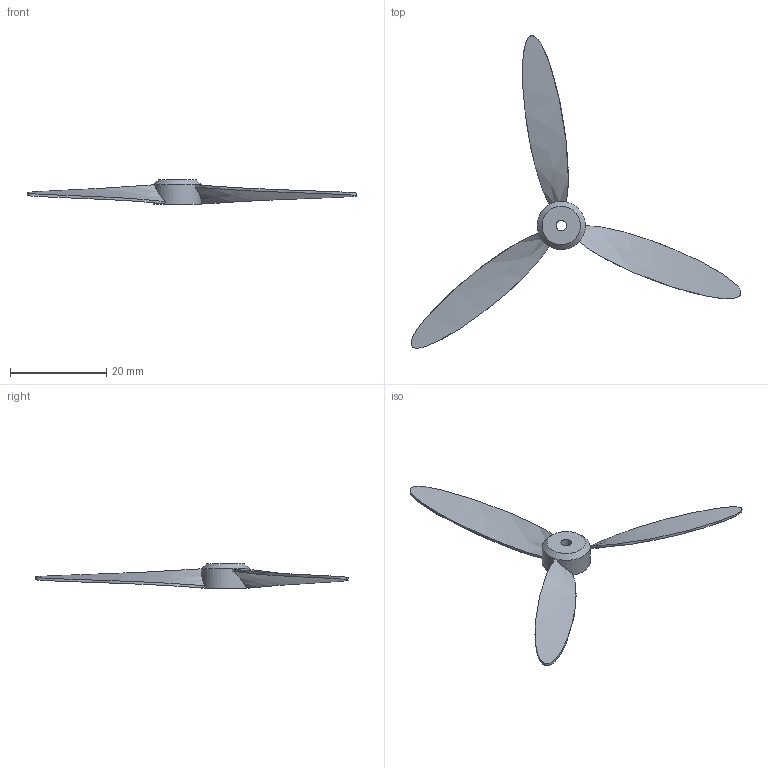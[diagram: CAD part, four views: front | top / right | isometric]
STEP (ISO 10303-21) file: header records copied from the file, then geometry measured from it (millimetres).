
FILE_DESCRIPTION(('FreeCAD Model'),'2;1');
FILE_NAME('Open CASCADE Shape Model','2024-07-13T18:00:43',(''),(''), 'Open CASCADE STEP processor 7.6','FreeCAD','Unknown');
FILE_SCHEMA(('AUTOMOTIVE_DESIGN { 1 0 10303 214 1 1 1 1 }'));
Length unit declared in the file: millimetre
Products named in the file (1): Пропеллер
Bounding box: 68.68 x 65.06 x 5 mm (x, y, z)
Volume: 687.8 mm3; surface area: 1804 mm2
Topology: 1 solids, 1 shells, 20 faces, 43 edges, 25 vertices
Faces by surface type: bspline 6, extrusion 6, cylinder 5, plane 2, cone 1
Full cylindrical faces by diameter (mm): 2.2 x1
Entity records: 5310 total; most frequent: CARTESIAN_POINT 4527, DIRECTION 97, ORIENTED_EDGE 86, PCURVE 86, DEFINITIONAL_REPRESENTATION 86, B_SPLINE_CURVE_WITH_KNOTS 78, EDGE_CURVE 43, SURFACE_CURVE 41
